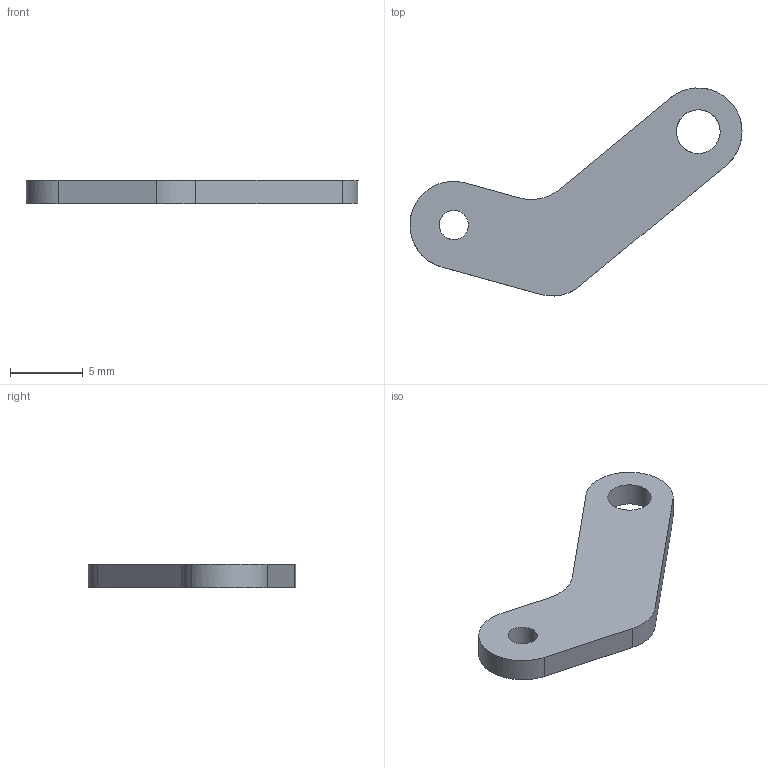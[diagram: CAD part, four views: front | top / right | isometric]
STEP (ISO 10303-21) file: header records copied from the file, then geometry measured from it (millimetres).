
FILE_DESCRIPTION(/* description */ (''),/* implementation_level */ '2;1');
FILE_NAME(/* name */ 'DRIVER~1',/* time_stamp */ '2018-07-04T17:13:23+02:00',/* author */ (''),/* organization */ (''),/* preprocessor_version */ 'ST-DEVELOPER v15',/* originating_system */ '',/* authorisation */ '');
FILE_SCHEMA (('CONFIG_CONTROL_DESIGN'));
Length unit declared in the file: millimetre
Products named in the file (3): Document; HandLink_L
Assembly tree (2 placements, depth 3):
  Document
    Document
      HandLink_L
Bounding box: 22.77 x 14.27 x 1.6 mm (x, y, z)
Volume: 221.2 mm3; surface area: 394.7 mm2
Topology: 1 solids, 1 shells, 15 faces, 39 edges, 26 vertices
Faces by surface type: bspline 9, plane 6
Entity records: 821 total; most frequent: CARTESIAN_POINT 320, ORIENTED_EDGE 78, EDGE_CURVE 39, VERTEX_POINT 26, ORGANIZATION 21, PERSON_AND_ORGANIZATION 21, EDGE_LOOP 19, DIRECTION 18
